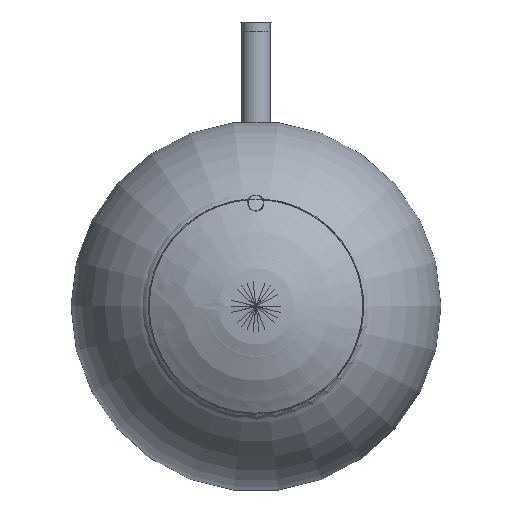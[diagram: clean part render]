
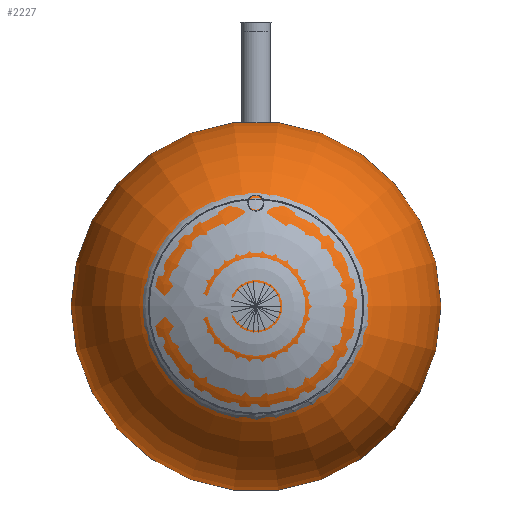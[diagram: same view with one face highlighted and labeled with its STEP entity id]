
A CAD part, front view. The second image highlights one B-rep face of the part: STEP entity #2227.
In plain terms, the highlighted toroidal (fillet/blend) face has major radius 2.49 mm and minor radius 1280 mm.
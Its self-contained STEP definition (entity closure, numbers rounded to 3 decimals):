
#330=VERTEX_LOOP('',#1387);
#332=DEGENERATE_TOROIDAL_SURFACE('',#2529,2.49,1280.,.T.);
#484=B_SPLINE_CURVE_WITH_KNOTS('',3,(#3745,#3746,#3747,#3748,#3749,#3750,
#3751,#3752,#3753,#3754,#3755,#3756,#3757,#3758,#3759,#3760,#3761,#3762,
#3763,#3764,#3765,#3766,#3767,#3768,#3769,#3770,#3771,#3772,#3773,#3774,
#3775,#3776,#3777,#3778,#3779,#3780),.UNSPECIFIED.,.F.,.F.,(4,1,1,1,1,1,
1,1,1,1,1,1,1,1,1,1,1,1,1,1,1,1,1,1,1,1,1,1,1,1,1,1,1,4),(0.,
0.015,0.023,0.031,0.038,
0.046,0.054,0.061,0.069,
0.076,0.084,0.092,0.096,
0.099,0.107,0.115,0.118,
0.122,0.13,0.138,0.145,
0.153,0.161,0.168,0.176,
0.183,0.191,0.199,0.206,
0.214,0.222,0.229,0.237,
0.245),.UNSPECIFIED.);
#500=ORIENTED_EDGE('',*,*,#1088,.F.);
#501=ORIENTED_EDGE('',*,*,#1089,.T.);
#1088=EDGE_CURVE('',#1385,#1386,#484,.T.);
#1089=EDGE_CURVE('',#1385,#1386,#1602,.T.);
#1385=VERTEX_POINT('',#3781);
#1386=VERTEX_POINT('',#3782);
#1387=VERTEX_POINT('',#3784);
#1602=CIRCLE('',#2530,736.783);
#1751=EDGE_LOOP('',(#500,#501));
#1959=FACE_BOUND('',#1751,.T.);
#1960=FACE_BOUND('',#330,.T.);
#2227=ADVANCED_FACE('',(#1959,#1960),#332,.F.);
#2529=AXIS2_PLACEMENT_3D('',#3744,#2847,#2848);
#2530=AXIS2_PLACEMENT_3D('',#3783,#2849,#2850);
#2847=DIRECTION('',(0.,0.,-1.));
#2848=DIRECTION('',(-1.,0.,0.));
#2849=DIRECTION('',(0.,0.,-1.));
#2850=DIRECTION('',(-1.,0.,0.));
#3744=CARTESIAN_POINT('',(2.497,0.,-997.188));
#3745=CARTESIAN_POINT('',(52.414,735.09,51.246));
#3746=CARTESIAN_POINT('',(54.268,731.081,53.959));
#3747=CARTESIAN_POINT('',(56.246,724.935,58.103));
#3748=CARTESIAN_POINT('',(57.436,716.516,63.745));
#3749=CARTESIAN_POINT('',(57.588,710.046,68.063));
#3750=CARTESIAN_POINT('',(56.986,703.66,72.308));
#3751=CARTESIAN_POINT('',(55.65,697.377,76.468));
#3752=CARTESIAN_POINT('',(53.543,691.165,80.564));
#3753=CARTESIAN_POINT('',(50.655,685.153,84.514));
#3754=CARTESIAN_POINT('',(47.056,679.523,88.2));
#3755=CARTESIAN_POINT('',(42.701,674.248,91.642));
#3756=CARTESIAN_POINT('',(37.489,669.362,94.82));
#3757=CARTESIAN_POINT('',(32.619,665.867,97.087));
#3758=CARTESIAN_POINT('',(28.383,663.422,98.671));
#3759=CARTESIAN_POINT('',(23.883,661.216,100.097));
#3760=CARTESIAN_POINT('',(18.002,659.049,101.497));
#3761=CARTESIAN_POINT('',(11.813,657.683,102.379));
#3762=CARTESIAN_POINT('',(6.638,657.107,102.75));
#3763=CARTESIAN_POINT('',(1.494,656.902,102.883));
#3764=CARTESIAN_POINT('',(-4.903,657.313,102.617));
#3765=CARTESIAN_POINT('',(-12.513,658.901,101.593));
#3766=CARTESIAN_POINT('',(-19.594,661.442,99.952));
#3767=CARTESIAN_POINT('',(-26.249,664.915,97.705));
#3768=CARTESIAN_POINT('',(-32.141,669.074,95.007));
#3769=CARTESIAN_POINT('',(-37.406,673.927,91.851));
#3770=CARTESIAN_POINT('',(-41.835,679.206,88.407));
#3771=CARTESIAN_POINT('',(-45.54,684.928,84.662));
#3772=CARTESIAN_POINT('',(-48.454,690.938,80.714));
#3773=CARTESIAN_POINT('',(-50.583,697.108,76.646));
#3774=CARTESIAN_POINT('',(-51.973,703.501,72.413));
#3775=CARTESIAN_POINT('',(-52.587,709.915,68.15));
#3776=CARTESIAN_POINT('',(-52.459,716.303,63.887));
#3777=CARTESIAN_POINT('',(-51.581,722.703,59.599));
#3778=CARTESIAN_POINT('',(-49.941,729.011,55.355));
#3779=CARTESIAN_POINT('',(-48.349,733.082,52.605));
#3780=CARTESIAN_POINT('',(-47.42,735.09,51.246));
#3781=CARTESIAN_POINT('',(52.414,735.09,51.246));
#3782=CARTESIAN_POINT('',(-47.42,735.09,51.246));
#3783=CARTESIAN_POINT('',(2.497,0.,51.246));
#3784=CARTESIAN_POINT('',(2.497,0.,282.809));
